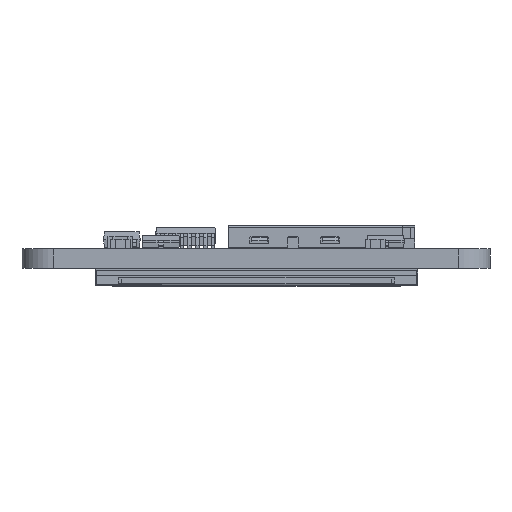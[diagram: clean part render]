
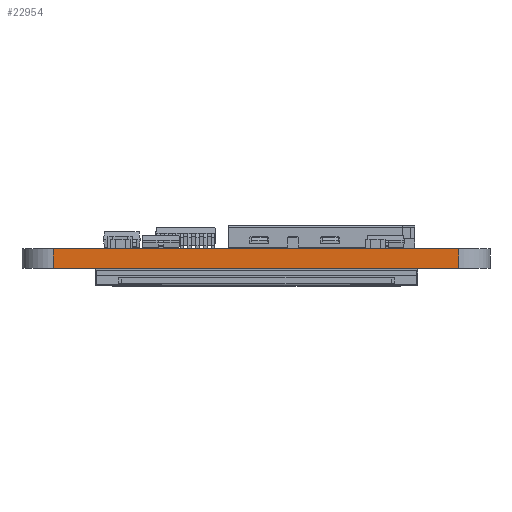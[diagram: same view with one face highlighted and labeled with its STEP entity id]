
A CAD part, left-side view. The second image highlights one B-rep face of the part: STEP entity #22954.
In plain terms, the highlighted planar face has unit normal (-1, 0, 0).
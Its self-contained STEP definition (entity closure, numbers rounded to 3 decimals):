
#298=PLANE('',#24335);
#1203=FACE_OUTER_BOUND('',#2384,.T.);
#2384=EDGE_LOOP('',(#15148,#15149,#15150,#15151));
#3723=LINE('',#32657,#6362);
#3724=LINE('',#32660,#6363);
#3725=LINE('',#32662,#6364);
#3726=LINE('',#32663,#6365);
#6362=VECTOR('',#26366,10.);
#6363=VECTOR('',#26369,10.);
#6364=VECTOR('',#26370,10.);
#6365=VECTOR('',#26371,10.);
#9645=VERTEX_POINT('',#32653);
#9646=VERTEX_POINT('',#32655);
#9647=VERTEX_POINT('',#32659);
#9648=VERTEX_POINT('',#32661);
#11824=EDGE_CURVE('',#9645,#9646,#3723,.T.);
#11825=EDGE_CURVE('',#9647,#9645,#3724,.T.);
#11826=EDGE_CURVE('',#9648,#9646,#3725,.T.);
#11827=EDGE_CURVE('',#9647,#9648,#3726,.T.);
#15148=ORIENTED_EDGE('',*,*,#11825,.T.);
#15149=ORIENTED_EDGE('',*,*,#11824,.T.);
#15150=ORIENTED_EDGE('',*,*,#11826,.F.);
#15151=ORIENTED_EDGE('',*,*,#11827,.F.);
#22954=ADVANCED_FACE('',(#1203),#298,.T.);
#24335=AXIS2_PLACEMENT_3D('',#32658,#26367,#26368);
#26366=DIRECTION('',(0.,0.,1.));
#26367=DIRECTION('center_axis',(-1.,0.,0.));
#26368=DIRECTION('ref_axis',(0.,-1.,0.));
#26369=DIRECTION('',(0.,-1.,0.));
#26370=DIRECTION('',(0.,-1.,0.));
#26371=DIRECTION('',(0.,0.,1.));
#32653=CARTESIAN_POINT('',(0.,-2.54,0.));
#32655=CARTESIAN_POINT('',(0.,-2.54,1.57));
#32657=CARTESIAN_POINT('',(0.,-2.54,0.));
#32658=CARTESIAN_POINT('Origin',(0.,30.48,0.));
#32659=CARTESIAN_POINT('',(0.,30.48,0.));
#32660=CARTESIAN_POINT('',(0.,30.48,0.));
#32661=CARTESIAN_POINT('',(0.,30.48,1.57));
#32662=CARTESIAN_POINT('',(0.,30.48,1.57));
#32663=CARTESIAN_POINT('',(0.,30.48,0.));
